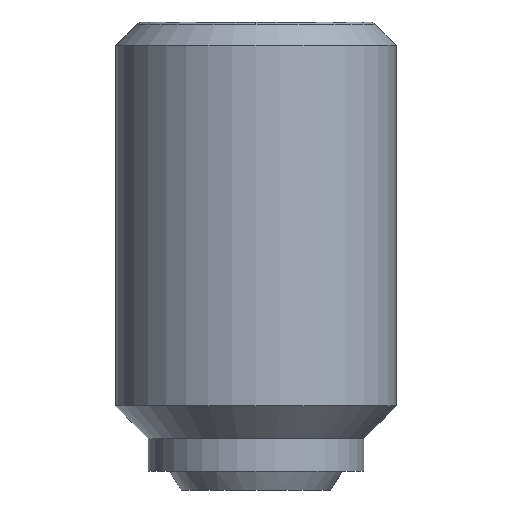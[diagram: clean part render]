
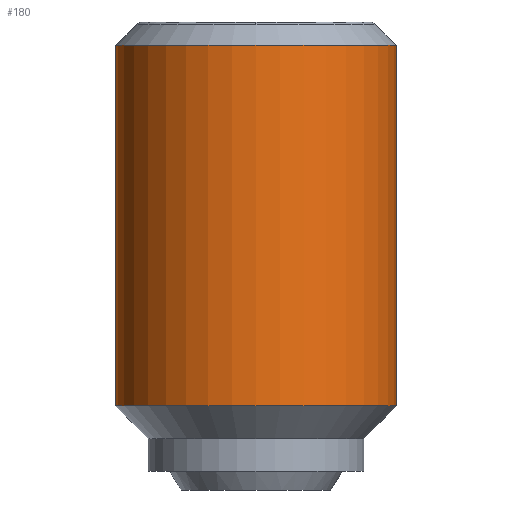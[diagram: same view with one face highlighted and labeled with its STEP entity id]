
A CAD part, front view. The second image highlights one B-rep face of the part: STEP entity #180.
In plain terms, the highlighted cylindrical face has radius 3 mm (diameter 6 mm), a partial arc.
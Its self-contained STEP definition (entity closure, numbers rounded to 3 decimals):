
#136=VERTEX_POINT('',#361);
#178=EDGE_CURVE('',#338,#136,#408,.T.);
#180=ADVANCED_FACE('',(#410),#411,.T.);
#230=EDGE_CURVE('',#136,#294,#466,.T.);
#244=VERTEX_POINT('',#480);
#258=EDGE_CURVE('',#338,#244,#497,.T.);
#294=VERTEX_POINT('',#540);
#330=EDGE_CURVE('',#294,#244,#579,.T.);
#338=VERTEX_POINT('',#587);
#361=CARTESIAN_POINT('',(-3.,0.,-0.5));
#408=LINE('',#669,#670);
#410=FACE_OUTER_BOUND('',#672,.T.);
#411=CYLINDRICAL_SURFACE('',#673,3.);
#466=CIRCLE('',#767,3.);
#480=CARTESIAN_POINT('',(3.,0.,-8.2));
#497=CIRCLE('',#814,3.);
#540=CARTESIAN_POINT('',(3.,0.,-0.5));
#579=LINE('',#939,#940);
#587=CARTESIAN_POINT('',(-3.,0.,-8.2));
#669=CARTESIAN_POINT('',(-3.,0.,-4.35));
#670=VECTOR('',#1010,1.0);
#672=EDGE_LOOP('',(#1012,#1013,#1014,#1015));
#673=AXIS2_PLACEMENT_3D('',#1016,#1017,#1018);
#767=AXIS2_PLACEMENT_3D('',#1080,#1081,#1082);
#814=AXIS2_PLACEMENT_3D('',#1113,#1114,#1115);
#939=CARTESIAN_POINT('',(3.,0.,-4.35));
#940=VECTOR('',#1221,1.0);
#1010=DIRECTION('',(0.0,0.0,1.0));
#1012=ORIENTED_EDGE('',*,*,#178,.F.);
#1013=ORIENTED_EDGE('',*,*,#258,.T.);
#1014=ORIENTED_EDGE('',*,*,#330,.F.);
#1015=ORIENTED_EDGE('',*,*,#230,.F.);
#1016=CARTESIAN_POINT('',(0.,0.,-4.35));
#1017=DIRECTION('',(-0.0,-0.0,-1.0));
#1018=DIRECTION('',(-1.0,0.,0.0));
#1080=CARTESIAN_POINT('',(0.,0.,-0.5));
#1081=DIRECTION('',(0.0,0.0,1.0));
#1082=DIRECTION('',(-1.0,0.,0.0));
#1113=CARTESIAN_POINT('',(0.,0.,-8.2));
#1114=DIRECTION('',(0.0,0.0,1.0));
#1115=DIRECTION('',(-1.0,0.,0.0));
#1221=DIRECTION('',(-0.0,-0.0,-1.0));
